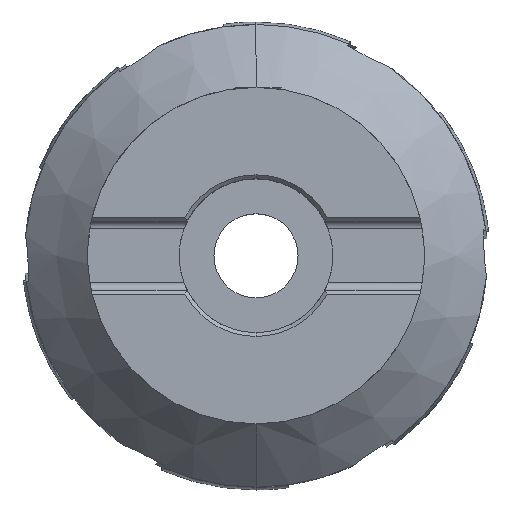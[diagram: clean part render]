
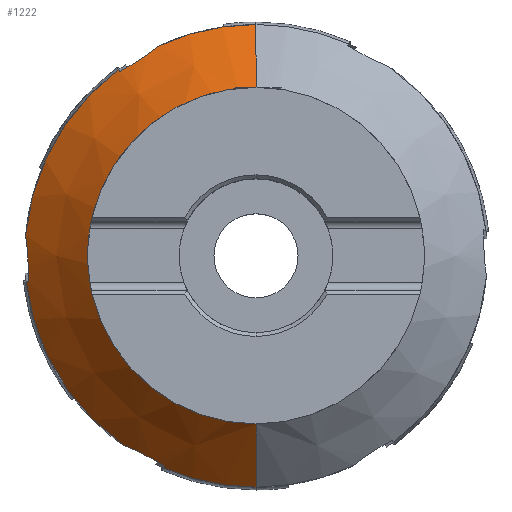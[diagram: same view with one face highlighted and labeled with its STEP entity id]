
A CAD part, top view. The second image highlights one B-rep face of the part: STEP entity #1222.
In plain terms, the highlighted conical face has half-angle 45 degrees and reference radius 41.559 mm.
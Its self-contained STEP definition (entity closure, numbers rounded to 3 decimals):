
#748=VERTEX_POINT('',#2016);
#760=EDGE_CURVE('',#1888,#748,#2029,.T.);
#776=VERTEX_POINT('',#2046);
#790=EDGE_CURVE('',#1076,#1460,#2061,.T.);
#824=EDGE_CURVE('',#1306,#1496,#2099,.T.);
#842=EDGE_CURVE('',#1466,#924,#2117,.T.);
#864=EDGE_CURVE('',#1730,#1768,#2139,.T.);
#882=VERTEX_POINT('',#2160);
#924=VERTEX_POINT('',#2205);
#934=VERTEX_POINT('',#2217);
#1012=EDGE_CURVE('',#776,#934,#2302,.T.);
#1076=VERTEX_POINT('',#2373);
#1104=EDGE_CURVE('',#1466,#1768,#2402,.T.);
#1168=EDGE_CURVE('',#934,#1480,#2469,.T.);
#1222=ADVANCED_FACE('',(#2528),#2529,.T.);
#1282=VERTEX_POINT('',#2595);
#1298=EDGE_CURVE('',#1888,#882,#2611,.T.);
#1306=VERTEX_POINT('',#2620);
#1448=EDGE_CURVE('',#924,#1282,#2778,.T.);
#1460=VERTEX_POINT('',#2791);
#1466=VERTEX_POINT('',#2797);
#1480=VERTEX_POINT('',#2811);
#1496=VERTEX_POINT('',#2828);
#1558=EDGE_CURVE('',#1306,#1480,#2898,.T.);
#1694=EDGE_CURVE('',#1496,#882,#3050,.T.);
#1730=VERTEX_POINT('',#3089);
#1758=EDGE_CURVE('',#1460,#1730,#3119,.T.);
#1768=VERTEX_POINT('',#3129);
#1852=EDGE_CURVE('',#776,#1282,#3224,.T.);
#1854=EDGE_CURVE('',#748,#1076,#3226,.T.);
#1888=VERTEX_POINT('',#3262);
#2016=CARTESIAN_POINT('',(0.,-35.0,-10.0));
#2029=LINE('',#3613,#3614);
#2046=CARTESIAN_POINT('',(-47.932,4.231,-23.118));
#2061=ELLIPSE('',#3740,49.09,38.307);
#2099=B_SPLINE_CURVE_WITH_KNOTS('',3,(#3847,#3848,#3849,#3850,#3851,#3852,#3853,#3854,#3855,#3856,#3857,#3858),.UNSPECIFIED.,.F.,.F.,(4,2,2,2,2,4),(0.0,7.033,15.059,20.764,25.565,30.335),.UNSPECIFIED.);
#2117=B_SPLINE_CURVE_WITH_KNOTS('',3,(#3880,#3881,#3882,#3883,#3884,#3885,#3886,#3887,#3888,#3889,#3890,#3891),.UNSPECIFIED.,.F.,.F.,(4,2,2,2,2,4),(0.0,7.572,12.608,19.349,23.219,27.081),.UNSPECIFIED.);
#2139=LINE('',#3984,#3985);
#2160=CARTESIAN_POINT('',(-19.308,-44.075,-23.118));
#2205=CARTESIAN_POINT('',(-28.371,38.318,-22.678));
#2217=CARTESIAN_POINT('',(-47.37,-5.411,-22.678));
#2302=B_SPLINE_CURVE_WITH_KNOTS('',3,(#4423,#4424,#4425,#4426,#4427,#4428,#4429,#4430),.UNSPECIFIED.,.F.,.F.,(4,2,2,4),(0.0,7.161,11.786,16.346),.UNSPECIFIED.);
#2373=CARTESIAN_POINT('',(-3.392,34.835,-10.0));
#2402=CIRCLE('',#4759,48.118);
#2469=(B_SPLINE_CURVE(2,(#5002,#5003,#5004),.UNSPECIFIED.,.F.,.F.)B_SPLINE_CURVE_WITH_KNOTS((3,3),(0.0,3.511),.UNSPECIFIED.)RATIONAL_B_SPLINE_CURVE((1.0,1.,1.0))BOUNDED_CURVE()REPRESENTATION_ITEM('')GEOMETRIC_REPRESENTATION_ITEM()CURVE());
#2528=FACE_OUTER_BOUND('',#5172,.T.);
#2529=CONICAL_SURFACE('',#5173,41.559,0.785);
#2595=CARTESIAN_POINT('',(-28.516,38.758,-23.118));
#2611=CIRCLE('',#5450,48.118);
#2620=CARTESIAN_POINT('',(-27.63,-39.395,-23.118));
#2778=(B_SPLINE_CURVE(2,(#5890,#5891,#5892),.UNSPECIFIED.,.F.,.F.)B_SPLINE_CURVE_WITH_KNOTS((3,3),(0.0,3.512),.UNSPECIFIED.)RATIONAL_B_SPLINE_CURVE((1.0,1.,1.0))BOUNDED_CURVE()REPRESENTATION_ITEM('')GEOMETRIC_REPRESENTATION_ITEM()CURVE());
#2791=CARTESIAN_POINT('',(-3.811,35.0,-10.207));
#2797=CARTESIAN_POINT('',(-20.302,43.626,-23.118));
#2811=CARTESIAN_POINT('',(-47.824,-5.317,-23.118));
#2828=CARTESIAN_POINT('',(-18.999,-43.729,-22.678));
#2898=CIRCLE('',#6125,48.118);
#3050=(B_SPLINE_CURVE(2,(#6514,#6515,#6516),.UNSPECIFIED.,.F.,.F.)B_SPLINE_CURVE_WITH_KNOTS((3,3),(0.0,3.512),.UNSPECIFIED.)RATIONAL_B_SPLINE_CURVE((1.0,1.,1.0))BOUNDED_CURVE()REPRESENTATION_ITEM('')GEOMETRIC_REPRESENTATION_ITEM()CURVE());
#3089=CARTESIAN_POINT('',(0.0,35.0,-10.0));
#3119=(B_SPLINE_CURVE(2,(#6735,#6736,#6737,#6738,#6739),.UNSPECIFIED.,.F.,.F.)B_SPLINE_CURVE_WITH_KNOTS((3,2,3),(0.0,16.382,32.764),.UNSPECIFIED.)RATIONAL_B_SPLINE_CURVE((1.0,1.024,1.0,1.024,1.0))BOUNDED_CURVE()REPRESENTATION_ITEM('')GEOMETRIC_REPRESENTATION_ITEM()CURVE());
#3129=CARTESIAN_POINT('',(0.,48.118,-23.118));
#3224=CIRCLE('',#7021,48.118);
#3226=CIRCLE('',#7024,35.0);
#3262=CARTESIAN_POINT('',(0.,-48.118,-23.118));
#3613=CARTESIAN_POINT('',(0.,-41.559,-16.559));
#3614=VECTOR('',#7318,1.0);
#3740=AXIS2_PLACEMENT_3D('',#7346,#7347,#7348);
#3847=CARTESIAN_POINT('',(-40.102,-37.503,-29.905));
#3848=CARTESIAN_POINT('',(-38.356,-37.141,-28.383));
#3849=CARTESIAN_POINT('',(-36.429,-37.161,-27.011));
#3850=CARTESIAN_POINT('',(-32.087,-37.837,-24.572));
#3851=CARTESIAN_POINT('',(-29.668,-38.574,-23.596));
#3852=CARTESIAN_POINT('',(-25.502,-40.248,-22.612));
#3853=CARTESIAN_POINT('',(-23.776,-41.06,-22.409));
#3854=CARTESIAN_POINT('',(-20.67,-42.714,-22.425));
#3855=CARTESIAN_POINT('',(-19.285,-43.526,-22.582));
#3856=CARTESIAN_POINT('',(-16.644,-45.24,-23.18));
#3857=CARTESIAN_POINT('',(-15.391,-46.139,-23.619));
#3858=CARTESIAN_POINT('',(-14.23,-47.079,-24.182));
#3880=CARTESIAN_POINT('',(-13.485,51.117,-27.866));
#3881=CARTESIAN_POINT('',(-14.49,49.33,-26.394));
#3882=CARTESIAN_POINT('',(-15.913,47.612,-25.154));
#3883=CARTESIAN_POINT('',(-18.739,44.891,-23.624));
#3884=CARTESIAN_POINT('',(-19.982,43.847,-23.158));
#3885=CARTESIAN_POINT('',(-23.069,41.512,-22.442));
#3886=CARTESIAN_POINT('',(-24.959,40.267,-22.321));
#3887=CARTESIAN_POINT('',(-28.02,38.492,-22.593));
#3888=CARTESIAN_POINT('',(-29.151,37.887,-22.788));
#3889=CARTESIAN_POINT('',(-31.419,36.784,-23.36));
#3890=CARTESIAN_POINT('',(-32.553,36.286,-23.735));
#3891=CARTESIAN_POINT('',(-33.68,35.854,-24.192));
#3984=CARTESIAN_POINT('',(0.,41.559,-16.559));
#3985=VECTOR('',#7395,1.0);
#4423=CARTESIAN_POINT('',(-49.282,10.016,-25.29));
#4424=CARTESIAN_POINT('',(-48.603,7.993,-24.221));
#4425=CARTESIAN_POINT('',(-48.132,5.769,-23.423));
#4426=CARTESIAN_POINT('',(-47.618,1.947,-22.635));
#4427=CARTESIAN_POINT('',(-47.484,0.413,-22.46));
#4428=CARTESIAN_POINT('',(-47.339,-2.652,-22.389));
#4429=CARTESIAN_POINT('',(-47.328,-4.177,-22.488));
#4430=CARTESIAN_POINT('',(-47.378,-5.682,-22.718));
#4759=AXIS2_PLACEMENT_3D('',#7655,#7656,#7657);
#5002=CARTESIAN_POINT('',(-45.329,-5.834,-20.703));
#5003=CARTESIAN_POINT('',(-46.545,-5.582,-21.877));
#5004=CARTESIAN_POINT('',(-47.824,-5.317,-23.118));
#5172=EDGE_LOOP('',(#7773,#7774,#7775,#7776,#7777,#7778,#7779,#7780,#7781,#7782,#7783,#7784,#7785,#7786,#7787));
#5173=AXIS2_PLACEMENT_3D('',#7788,#7789,#7790);
#5450=AXIS2_PLACEMENT_3D('',#7862,#7863,#7864);
#5890=CARTESIAN_POINT('',(-27.717,36.339,-20.703));
#5891=CARTESIAN_POINT('',(-28.107,37.519,-21.878));
#5892=CARTESIAN_POINT('',(-28.516,38.759,-23.119));
#6125=AXIS2_PLACEMENT_3D('',#8228,#8229,#8230);
#6514=CARTESIAN_POINT('',(-17.612,-42.173,-20.703));
#6515=CARTESIAN_POINT('',(-18.439,-43.101,-21.878));
#6516=CARTESIAN_POINT('',(-19.308,-44.076,-23.119));
#6735=CARTESIAN_POINT('',(-15.931,35.0,-13.455));
#6736=CARTESIAN_POINT('',(-7.591,35.0,-10.0));
#6737=CARTESIAN_POINT('',(0.0,35.0,-10.0));
#6738=CARTESIAN_POINT('',(7.591,35.0,-10.0));
#6739=CARTESIAN_POINT('',(15.931,35.0,-13.455));
#7021=AXIS2_PLACEMENT_3D('',#8640,#8641,#8642);
#7024=AXIS2_PLACEMENT_3D('',#8643,#8644,#8645);
#7318=DIRECTION('',(0.,0.707,0.707));
#7346=CARTESIAN_POINT('',(-21.708,0.,-19.03));
#7347=DIRECTION('',(-0.442,0.,0.897));
#7348=DIRECTION('',(-0.897,0.,-0.442));
#7395=DIRECTION('',(0.,0.707,-0.707));
#7655=CARTESIAN_POINT('',(0.0,0.0,-23.118));
#7656=DIRECTION('',(0.0,0.0,-1.0));
#7657=DIRECTION('',(0.0,1.0,0.0));
#7773=ORIENTED_EDGE('',*,*,#864,.T.);
#7774=ORIENTED_EDGE('',*,*,#1104,.F.);
#7775=ORIENTED_EDGE('',*,*,#842,.T.);
#7776=ORIENTED_EDGE('',*,*,#1448,.T.);
#7777=ORIENTED_EDGE('',*,*,#1852,.F.);
#7778=ORIENTED_EDGE('',*,*,#1012,.T.);
#7779=ORIENTED_EDGE('',*,*,#1168,.T.);
#7780=ORIENTED_EDGE('',*,*,#1558,.F.);
#7781=ORIENTED_EDGE('',*,*,#824,.T.);
#7782=ORIENTED_EDGE('',*,*,#1694,.T.);
#7783=ORIENTED_EDGE('',*,*,#1298,.F.);
#7784=ORIENTED_EDGE('',*,*,#760,.T.);
#7785=ORIENTED_EDGE('',*,*,#1854,.T.);
#7786=ORIENTED_EDGE('',*,*,#790,.T.);
#7787=ORIENTED_EDGE('',*,*,#1758,.T.);
#7788=CARTESIAN_POINT('',(0.0,0.0,-16.559));
#7789=DIRECTION('',(0.0,-0.0,-1.0));
#7790=DIRECTION('',(0.0,1.0,0.0));
#7862=CARTESIAN_POINT('',(0.0,0.0,-23.118));
#7863=DIRECTION('',(0.0,0.0,-1.0));
#7864=DIRECTION('',(0.0,1.0,0.0));
#8228=CARTESIAN_POINT('',(0.0,0.0,-23.118));
#8229=DIRECTION('',(0.0,0.0,-1.0));
#8230=DIRECTION('',(0.0,1.0,0.0));
#8640=CARTESIAN_POINT('',(0.0,0.0,-23.118));
#8641=DIRECTION('',(0.0,0.0,-1.0));
#8642=DIRECTION('',(0.0,1.0,0.0));
#8643=CARTESIAN_POINT('',(0.0,0.0,-10.0));
#8644=DIRECTION('',(0.0,0.0,-1.0));
#8645=DIRECTION('',(0.0,1.0,0.0));
